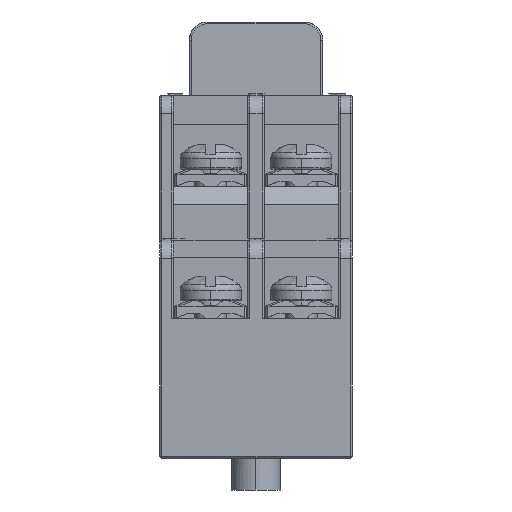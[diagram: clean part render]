
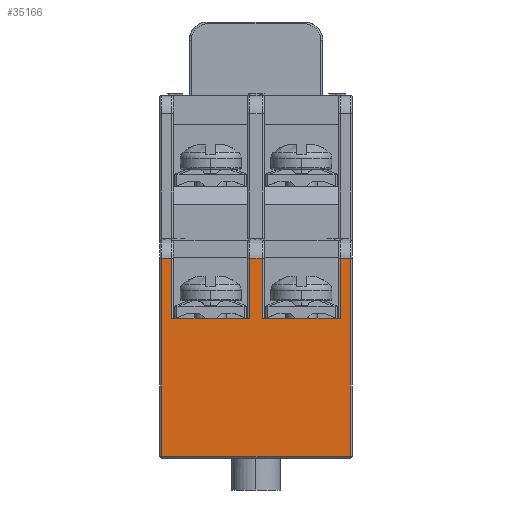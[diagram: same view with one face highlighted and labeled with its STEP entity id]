
A CAD part, left-side view. The second image highlights one B-rep face of the part: STEP entity #35166.
In plain terms, the highlighted planar face has unit normal (-1, 0, 0).
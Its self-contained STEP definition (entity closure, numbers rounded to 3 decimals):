
#54 = VERTEX_POINT ( 'NONE', #85011 ) ;
#1729 = ORIENTED_EDGE ( 'NONE', *, *, #72398, .F. ) ;
#1772 = LINE ( 'NONE', #94482, #49454 ) ;
#3466 = PLANE ( 'NONE',  #5741 ) ;
#4924 = VECTOR ( 'NONE', #109175, 1000. ) ;
#5741 = AXIS2_PLACEMENT_3D ( 'NONE', #48368, #92063, #38203 ) ;
#7686 = EDGE_CURVE ( 'NONE', #95031, #17743, #21021, .T. ) ;
#8540 = CARTESIAN_POINT ( 'NONE',  ( -35.5, -14.575, 15.8 ) ) ;
#9104 = ORIENTED_EDGE ( 'NONE', *, *, #115347, .T. ) ;
#10055 = LINE ( 'NONE', #54356, #36031 ) ;
#10278 = EDGE_LOOP ( 'NONE', ( #42454, #116051, #49906, #22623, #97842, #76565, #1729, #14683, #34985, #102115, #68090, #9104 ) ) ;
#11880 = FACE_OUTER_BOUND ( 'NONE', #10278, .T. ) ;
#12045 = DIRECTION ( 'NONE',  ( 0., 0., -1. ) ) ;
#14683 = ORIENTED_EDGE ( 'NONE', *, *, #101141, .T. ) ;
#17743 = VERTEX_POINT ( 'NONE', #100185 ) ;
#20094 = LINE ( 'NONE', #20673, #55121 ) ;
#20673 = CARTESIAN_POINT ( 'NONE',  ( -35.5, 0., 15.8 ) ) ;
#21021 = LINE ( 'NONE', #83847, #54604 ) ;
#22623 = ORIENTED_EDGE ( 'NONE', *, *, #41199, .T. ) ;
#26184 = EDGE_CURVE ( 'NONE', #54, #95031, #20094, .T. ) ;
#26725 = EDGE_CURVE ( 'NONE', #17743, #111362, #1772, .T. ) ;
#27693 = VECTOR ( 'NONE', #91626, 1000. ) ;
#28108 = EDGE_CURVE ( 'NONE', #108260, #92322, #10055, .T. ) ;
#31150 = CARTESIAN_POINT ( 'NONE',  ( -35.5, -0.975, 29.5 ) ) ;
#33040 = LINE ( 'NONE', #97610, #111615 ) ;
#33537 = EDGE_CURVE ( 'NONE', #61936, #102463, #80887, .T. ) ;
#34985 = ORIENTED_EDGE ( 'NONE', *, *, #26184, .T. ) ;
#35166 = ADVANCED_FACE ( 'NONE', ( #11880 ), #3466, .F. ) ;
#36031 = VECTOR ( 'NONE', #90820, 1000. ) ;
#38203 = DIRECTION ( 'NONE',  ( 0., -1., 0. ) ) ;
#41168 = CARTESIAN_POINT ( 'NONE',  ( -35.5, -7.325, 10.9 ) ) ;
#41199 = EDGE_CURVE ( 'NONE', #61936, #114023, #33040, .T. ) ;
#42454 = ORIENTED_EDGE ( 'NONE', *, *, #88277, .T. ) ;
#44937 = EDGE_CURVE ( 'NONE', #73165, #102463, #99609, .T. ) ;
#46115 = LINE ( 'NONE', #55087, #48988 ) ;
#46210 = CARTESIAN_POINT ( 'NONE',  ( -35.5, -7.175, 15.8 ) ) ;
#48186 = DIRECTION ( 'NONE',  ( 0., 1., 0. ) ) ;
#48368 = CARTESIAN_POINT ( 'NONE',  ( -35.5, 0., 29.5 ) ) ;
#48988 = VECTOR ( 'NONE', #82598, 1000. ) ;
#49454 = VECTOR ( 'NONE', #95051, 1000. ) ;
#49906 = ORIENTED_EDGE ( 'NONE', *, *, #33537, .F. ) ;
#54161 = CARTESIAN_POINT ( 'NONE',  ( -35.5, -14.725, 29.5 ) ) ;
#54356 = CARTESIAN_POINT ( 'NONE',  ( -35.5, -7.325, 29.5 ) ) ;
#54604 = VECTOR ( 'NONE', #12045, 1000. ) ;
#55087 = CARTESIAN_POINT ( 'NONE',  ( -35.5, -1.125, 10.9 ) ) ;
#55121 = VECTOR ( 'NONE', #48186, 1000. ) ;
#56897 = LINE ( 'NONE', #31150, #88963 ) ;
#61357 = CARTESIAN_POINT ( 'NONE',  ( -35.5, -14.725, 15.8 ) ) ;
#61759 = CARTESIAN_POINT ( 'NONE',  ( -35.5, -0.975, 10.9 ) ) ;
#61936 = VERTEX_POINT ( 'NONE', #92185 ) ;
#67418 = VECTOR ( 'NONE', #91071, 1000. ) ;
#68090 = ORIENTED_EDGE ( 'NONE', *, *, #26725, .T. ) ;
#71675 = CARTESIAN_POINT ( 'NONE',  ( -35.5, -0.15, 15.8 ) ) ;
#72395 = VECTOR ( 'NONE', #107216, 1000. ) ;
#72398 = EDGE_CURVE ( 'NONE', #110826, #92322, #46115, .T. ) ;
#73165 = VERTEX_POINT ( 'NONE', #61357 ) ;
#73769 = CARTESIAN_POINT ( 'NONE',  ( -35.5, -14.725, 10.9 ) ) ;
#76565 = ORIENTED_EDGE ( 'NONE', *, *, #28108, .T. ) ;
#78586 = VECTOR ( 'NONE', #92834, 1000. ) ;
#80887 = LINE ( 'NONE', #89248, #72395 ) ;
#81217 = CARTESIAN_POINT ( 'NONE',  ( -35.5, -7.325, 15.8 ) ) ;
#81474 = CARTESIAN_POINT ( 'NONE',  ( -35.5, -8.375, 15.8 ) ) ;
#82598 = DIRECTION ( 'NONE',  ( 0., -1., 0. ) ) ;
#83847 = CARTESIAN_POINT ( 'NONE',  ( -35.5, -0.15, 29.5 ) ) ;
#85011 = CARTESIAN_POINT ( 'NONE',  ( -35.5, -0.975, 15.8 ) ) ;
#88277 = EDGE_CURVE ( 'NONE', #118294, #73165, #98876, .T. ) ;
#88963 = VECTOR ( 'NONE', #111915, 1000. ) ;
#89248 = CARTESIAN_POINT ( 'NONE',  ( -35.5, -8.525, 10.9 ) ) ;
#90820 = DIRECTION ( 'NONE',  ( 0., 0., -1. ) ) ;
#91071 = DIRECTION ( 'NONE',  ( 0., 1., 0. ) ) ;
#91626 = DIRECTION ( 'NONE',  ( 0., 0., 1. ) ) ;
#91654 = LINE ( 'NONE', #46210, #78586 ) ;
#92063 = DIRECTION ( 'NONE',  ( 1., 0., 0. ) ) ;
#92185 = CARTESIAN_POINT ( 'NONE',  ( -35.5, -8.375, 10.9 ) ) ;
#92322 = VERTEX_POINT ( 'NONE', #41168 ) ;
#92834 = DIRECTION ( 'NONE',  ( 0., 1., 0. ) ) ;
#94482 = CARTESIAN_POINT ( 'NONE',  ( -35.5, 0., -0.35 ) ) ;
#94584 = EDGE_CURVE ( 'NONE', #114023, #108260, #91654, .T. ) ;
#95025 = CARTESIAN_POINT ( 'NONE',  ( -35.5, -15.55, 15.8 ) ) ;
#95031 = VERTEX_POINT ( 'NONE', #71675 ) ;
#95051 = DIRECTION ( 'NONE',  ( 0., -1., 0. ) ) ;
#97007 = DIRECTION ( 'NONE',  ( 0., 0., 1. ) ) ;
#97610 = CARTESIAN_POINT ( 'NONE',  ( -35.5, -8.375, 29.5 ) ) ;
#97842 = ORIENTED_EDGE ( 'NONE', *, *, #94584, .T. ) ;
#98876 = LINE ( 'NONE', #8540, #67418 ) ;
#99609 = LINE ( 'NONE', #54161, #4924 ) ;
#100185 = CARTESIAN_POINT ( 'NONE',  ( -35.5, -0.15, -0.35 ) ) ;
#101141 = EDGE_CURVE ( 'NONE', #110826, #54, #56897, .T. ) ;
#102115 = ORIENTED_EDGE ( 'NONE', *, *, #7686, .T. ) ;
#102463 = VERTEX_POINT ( 'NONE', #73769 ) ;
#104432 = CARTESIAN_POINT ( 'NONE',  ( -35.5, -15.55, -0.35 ) ) ;
#107216 = DIRECTION ( 'NONE',  ( 0., -1., 0. ) ) ;
#108260 = VERTEX_POINT ( 'NONE', #81217 ) ;
#109175 = DIRECTION ( 'NONE',  ( 0., 0., -1. ) ) ;
#110826 = VERTEX_POINT ( 'NONE', #61759 ) ;
#111362 = VERTEX_POINT ( 'NONE', #104432 ) ;
#111615 = VECTOR ( 'NONE', #97007, 1000. ) ;
#111915 = DIRECTION ( 'NONE',  ( 0., 0., 1. ) ) ;
#114023 = VERTEX_POINT ( 'NONE', #81474 ) ;
#115347 = EDGE_CURVE ( 'NONE', #111362, #118294, #116791, .T. ) ;
#116051 = ORIENTED_EDGE ( 'NONE', *, *, #44937, .T. ) ;
#116791 = LINE ( 'NONE', #117961, #27693 ) ;
#117961 = CARTESIAN_POINT ( 'NONE',  ( -35.5, -15.55, 29.5 ) ) ;
#118294 = VERTEX_POINT ( 'NONE', #95025 ) ;
